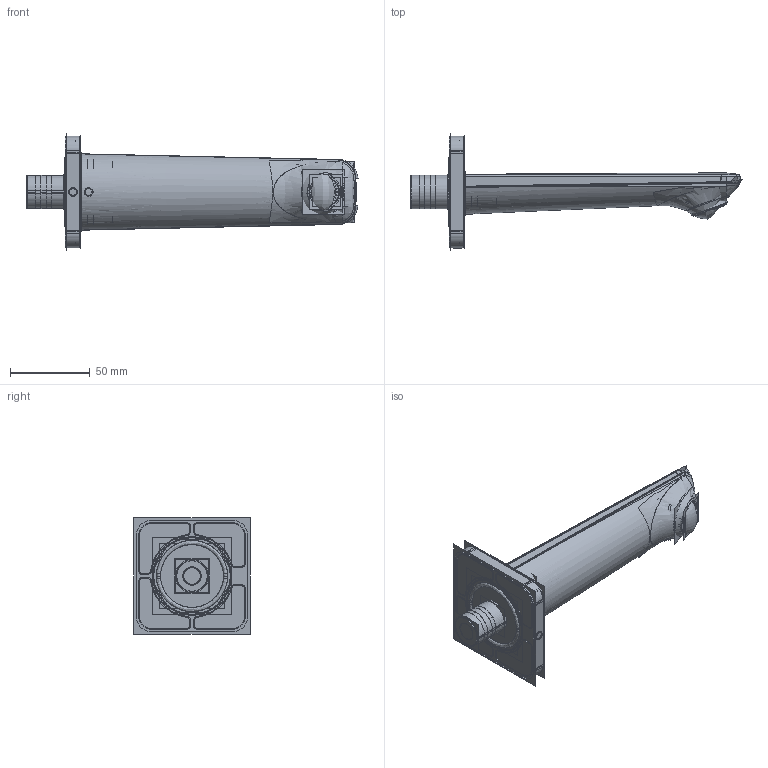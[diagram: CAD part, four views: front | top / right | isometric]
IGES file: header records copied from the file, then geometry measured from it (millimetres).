
Start section:  PTC IGES file: FFAS9714-0T0500BT0.igs
Global section: file name: FFAS9714-0T0500BT0.igs; native system: Creo Parametric by PTC Inc.; preprocessor: 2015200; author: 10114211; organization: Unknown; date: 20180808.094256; units: millimetre
Bounding box: 207.96 x 72.8 x 72.8 mm (x, y, z)
Volume: 139159.5 mm3; surface area: 952065.2 mm2
Topology: 15 solids, 33 shells, 2052 faces, 11629 edges, 15564 vertices
Faces by surface type: revolution 1074, bspline 978
